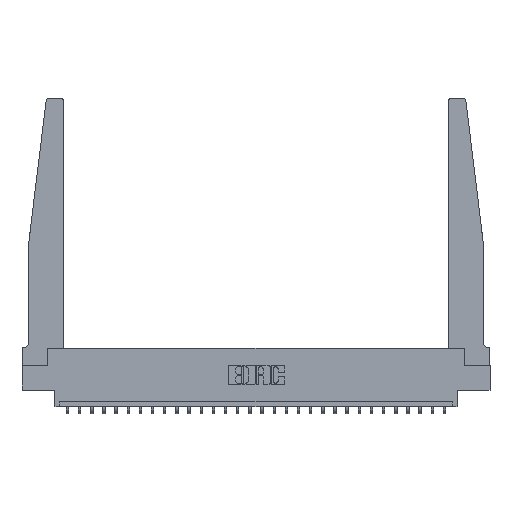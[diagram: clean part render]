
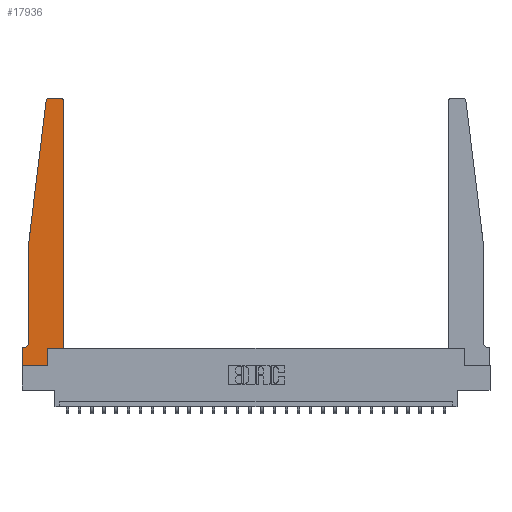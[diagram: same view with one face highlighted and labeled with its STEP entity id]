
A CAD part, top view. The second image highlights one B-rep face of the part: STEP entity #17936.
In plain terms, the highlighted planar face has unit normal (0, 0, 1).
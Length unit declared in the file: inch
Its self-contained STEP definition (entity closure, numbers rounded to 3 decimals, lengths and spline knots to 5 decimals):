
#433 = CARTESIAN_POINT ( 'NONE',  ( 0.27653, 2.75, 0.37 ) ) ;
#1531 = DIRECTION ( 'NONE',  ( -1., 0., 0. ) ) ;
#1577 = CARTESIAN_POINT ( 'NONE',  ( 0.425, 0.18, 0.37 ) ) ;
#1667 = EDGE_CURVE ( 'NONE', #19368, #10594, #17289, .T. ) ;
#1674 = VERTEX_POINT ( 'NONE', #25517 ) ;
#1710 = DIRECTION ( 'NONE',  ( 0., 1., 0. ) ) ;
#2040 = CARTESIAN_POINT ( 'NONE',  ( 0., 0., 0.37 ) ) ;
#2337 = VECTOR ( 'NONE', #19366, 39.37008 ) ;
#2503 = VECTOR ( 'NONE', #24275, 39.37008 ) ;
#3434 = VERTEX_POINT ( 'NONE', #8951 ) ;
#3694 = ORIENTED_EDGE ( 'NONE', *, *, #7397, .T. ) ;
#3762 = VERTEX_POINT ( 'NONE', #9434 ) ;
#3925 = VERTEX_POINT ( 'NONE', #24360 ) ;
#4055 = AXIS2_PLACEMENT_3D ( 'NONE', #15147, #23641, #19567 ) ;
#4090 = LINE ( 'NONE', #5980, #2503 ) ;
#4599 = DIRECTION ( 'NONE',  ( 1., 0., 0. ) ) ;
#4655 = DIRECTION ( 'NONE',  ( 0., -1., 0. ) ) ;
#4985 = CARTESIAN_POINT ( 'NONE',  ( 0., 0., 0.37 ) ) ;
#5781 = VECTOR ( 'NONE', #1710, 39.37008 ) ;
#5980 = CARTESIAN_POINT ( 'NONE',  ( 0.425, 0.18, 0.37 ) ) ;
#6744 = FACE_OUTER_BOUND ( 'NONE', #8812, .T. ) ;
#7382 = ORIENTED_EDGE ( 'NONE', *, *, #21865, .T. ) ;
#7397 = EDGE_CURVE ( 'NONE', #10594, #16874, #17015, .T. ) ;
#8317 = AXIS2_PLACEMENT_3D ( 'NONE', #18580, #22912, #4599 ) ;
#8743 = DIRECTION ( 'NONE',  ( -1., 0., 0. ) ) ;
#8806 = CARTESIAN_POINT ( 'NONE',  ( 0.24675, 2.72367, 0.37 ) ) ;
#8812 = EDGE_LOOP ( 'NONE', ( #7382, #9989, #12435, #3694, #22223, #23934, #10659, #14848, #25949, #9817, #22663, #11741 ) ) ;
#8951 = CARTESIAN_POINT ( 'NONE',  ( 0., 0.1875, 0.37 ) ) ;
#8979 = CIRCLE ( 'NONE', #23576, 0.05 ) ;
#9081 = DIRECTION ( 'NONE',  ( 0., 0., 1. ) ) ;
#9387 = CARTESIAN_POINT ( 'NONE',  ( 0.065, 1.25, 0.37 ) ) ;
#9434 = CARTESIAN_POINT ( 'NONE',  ( 0.425, 2.72, 0.37 ) ) ;
#9669 = CIRCLE ( 'NONE', #24298, 0.03 ) ;
#9817 = ORIENTED_EDGE ( 'NONE', *, *, #12264, .T. ) ;
#9989 = ORIENTED_EDGE ( 'NONE', *, *, #22883, .T. ) ;
#10594 = VERTEX_POINT ( 'NONE', #9387 ) ;
#10659 = ORIENTED_EDGE ( 'NONE', *, *, #16265, .T. ) ;
#10722 = CARTESIAN_POINT ( 'NONE',  ( 0.065, 1.25, 0.37 ) ) ;
#10741 = DIRECTION ( 'NONE',  ( 0., 1., 0. ) ) ;
#11741 = ORIENTED_EDGE ( 'NONE', *, *, #18957, .T. ) ;
#12264 = EDGE_CURVE ( 'NONE', #1674, #3925, #4090, .T. ) ;
#12435 = ORIENTED_EDGE ( 'NONE', *, *, #1667, .T. ) ;
#13098 = LINE ( 'NONE', #15251, #14000 ) ;
#13193 = DIRECTION ( 'NONE',  ( 1., 0., 0. ) ) ;
#13419 = VERTEX_POINT ( 'NONE', #16708 ) ;
#13555 = CARTESIAN_POINT ( 'NONE',  ( 0., 0., 0.37 ) ) ;
#13781 = CARTESIAN_POINT ( 'NONE',  ( 0.015, 0.2375, 0.37 ) ) ;
#13847 = EDGE_CURVE ( 'NONE', #16874, #13419, #8979, .T. ) ;
#14000 = VECTOR ( 'NONE', #19296, 39.37008 ) ;
#14349 = VERTEX_POINT ( 'NONE', #15387 ) ;
#14536 = VERTEX_POINT ( 'NONE', #433 ) ;
#14848 = ORIENTED_EDGE ( 'NONE', *, *, #18156, .T. ) ;
#15143 = EDGE_CURVE ( 'NONE', #3925, #3762, #24482, .T. ) ;
#15147 = CARTESIAN_POINT ( 'NONE',  ( 0.395, 2.72, 0.37 ) ) ;
#15206 = LINE ( 'NONE', #4985, #18176 ) ;
#15251 = CARTESIAN_POINT ( 'NONE',  ( 0.065, 0.1875, 0.37 ) ) ;
#15292 = EDGE_CURVE ( 'NONE', #14349, #1674, #21117, .T. ) ;
#15387 = CARTESIAN_POINT ( 'NONE',  ( 0.2605, 0., 0.37 ) ) ;
#16265 = EDGE_CURVE ( 'NONE', #3434, #20810, #19230, .T. ) ;
#16486 = CARTESIAN_POINT ( 'NONE',  ( 0.065, 1.25, 0.37 ) ) ;
#16651 = CARTESIAN_POINT ( 'NONE',  ( 0.2605, 0.18, 0.37 ) ) ;
#16708 = CARTESIAN_POINT ( 'NONE',  ( 0.015, 0.1875, 0.37 ) ) ;
#16828 = PLANE ( 'NONE',  #8317 ) ;
#16874 = VERTEX_POINT ( 'NONE', #24451 ) ;
#17015 = LINE ( 'NONE', #16486, #21879 ) ;
#17289 = LINE ( 'NONE', #10722, #19282 ) ;
#17936 = ADVANCED_FACE ( 'NONE', ( #6744 ), #16828, .T. ) ;
#18156 = EDGE_CURVE ( 'NONE', #20810, #14349, #15206, .T. ) ;
#18176 = VECTOR ( 'NONE', #13193, 39.37008 ) ;
#18580 = CARTESIAN_POINT ( 'NONE',  ( 0., 0.1875, 0.37 ) ) ;
#18664 = VECTOR ( 'NONE', #8743, 39.37008 ) ;
#18929 = DIRECTION ( 'NONE',  ( -0.122, -0.992, 0. ) ) ;
#18957 = EDGE_CURVE ( 'NONE', #3762, #22269, #19092, .T. ) ;
#19092 = CIRCLE ( 'NONE', #4055, 0.03 ) ;
#19138 = VECTOR ( 'NONE', #10741, 39.37008 ) ;
#19230 = LINE ( 'NONE', #13555, #2337 ) ;
#19282 = VECTOR ( 'NONE', #18929, 39.37008 ) ;
#19296 = DIRECTION ( 'NONE',  ( -1., 0., 0. ) ) ;
#19366 = DIRECTION ( 'NONE',  ( 0., -1., 0. ) ) ;
#19368 = VERTEX_POINT ( 'NONE', #8806 ) ;
#19542 = CARTESIAN_POINT ( 'NONE',  ( 0.27653, 2.72, 0.37 ) ) ;
#19567 = DIRECTION ( 'NONE',  ( 1., 0., 0. ) ) ;
#19677 = DIRECTION ( 'NONE',  ( 1., 0., 0. ) ) ;
#20810 = VERTEX_POINT ( 'NONE', #2040 ) ;
#21005 = LINE ( 'NONE', #21258, #18664 ) ;
#21117 = LINE ( 'NONE', #16651, #19138 ) ;
#21258 = CARTESIAN_POINT ( 'NONE',  ( 0.25, 2.75, 0.37 ) ) ;
#21865 = EDGE_CURVE ( 'NONE', #22269, #14536, #21005, .T. ) ;
#21879 = VECTOR ( 'NONE', #4655, 39.37008 ) ;
#22026 = DIRECTION ( 'NONE',  ( 0., 0., -1. ) ) ;
#22184 = CARTESIAN_POINT ( 'NONE',  ( 0.395, 2.75, 0.37 ) ) ;
#22223 = ORIENTED_EDGE ( 'NONE', *, *, #13847, .T. ) ;
#22269 = VERTEX_POINT ( 'NONE', #22184 ) ;
#22663 = ORIENTED_EDGE ( 'NONE', *, *, #15143, .T. ) ;
#22883 = EDGE_CURVE ( 'NONE', #14536, #19368, #9669, .T. ) ;
#22912 = DIRECTION ( 'NONE',  ( 0., 0., 1. ) ) ;
#23576 = AXIS2_PLACEMENT_3D ( 'NONE', #13781, #22026, #1531 ) ;
#23641 = DIRECTION ( 'NONE',  ( 0., 0., 1. ) ) ;
#23934 = ORIENTED_EDGE ( 'NONE', *, *, #23952, .T. ) ;
#23952 = EDGE_CURVE ( 'NONE', #13419, #3434, #13098, .T. ) ;
#24275 = DIRECTION ( 'NONE',  ( 1., 0., 0. ) ) ;
#24298 = AXIS2_PLACEMENT_3D ( 'NONE', #19542, #9081, #19677 ) ;
#24360 = CARTESIAN_POINT ( 'NONE',  ( 0.425, 0.18, 0.37 ) ) ;
#24451 = CARTESIAN_POINT ( 'NONE',  ( 0.065, 0.2375, 0.37 ) ) ;
#24482 = LINE ( 'NONE', #1577, #5781 ) ;
#25517 = CARTESIAN_POINT ( 'NONE',  ( 0.2605, 0.18, 0.37 ) ) ;
#25949 = ORIENTED_EDGE ( 'NONE', *, *, #15292, .T. ) ;
